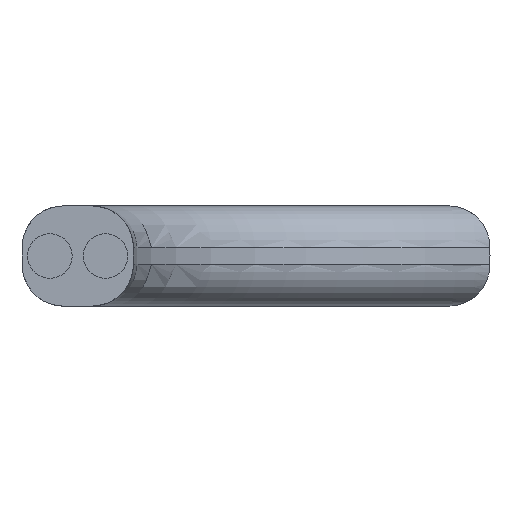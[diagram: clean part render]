
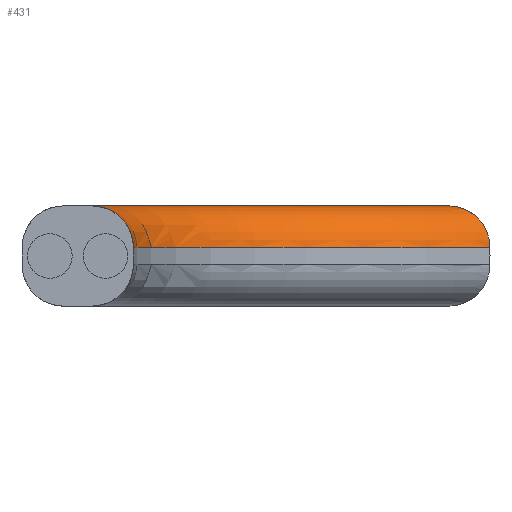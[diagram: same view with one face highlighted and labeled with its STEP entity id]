
A CAD part, left-side view. The second image highlights one B-rep face of the part: STEP entity #431.
In plain terms, the highlighted toroidal (fillet/blend) face has major radius 77.5 mm and minor radius 7.5 mm.
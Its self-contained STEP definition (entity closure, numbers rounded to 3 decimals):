
#21=TOROIDAL_SURFACE('',#498,77.5,7.5);
#28=B_SPLINE_CURVE_WITH_KNOTS('',3,(#804,#805,#806,#807,#808,#809,#810,
#811,#812,#813,#814,#815,#816,#817),.UNSPECIFIED.,.F.,.F.,(4,2,2,2,2,2,
4),(-1.372,-1.371,-1.076,-0.788,
-0.466,-0.219,0.),.UNSPECIFIED.);
#29=B_SPLINE_CURVE_WITH_KNOTS('',3,(#824,#825,#826,#827,#828,#829,#830,
#831,#832,#833,#834,#835),.UNSPECIFIED.,.F.,.F.,(4,2,2,2,2,4),(-0.003,
0.,0.3,0.593,0.885,1.178),
 .UNSPECIFIED.);
#58=FACE_OUTER_BOUND('',#86,.T.);
#86=EDGE_LOOP('',(#346,#347,#348,#349));
#173=CIRCLE('',#499,70.);
#174=CIRCLE('',#500,77.5);
#209=VERTEX_POINT('',#801);
#210=VERTEX_POINT('',#803);
#211=VERTEX_POINT('',#820);
#212=VERTEX_POINT('',#822);
#260=EDGE_CURVE('',#209,#210,#28,.T.);
#262=EDGE_CURVE('',#211,#210,#173,.T.);
#263=EDGE_CURVE('',#209,#212,#174,.T.);
#264=EDGE_CURVE('',#212,#211,#29,.T.);
#346=ORIENTED_EDGE('',*,*,#262,.T.);
#347=ORIENTED_EDGE('',*,*,#260,.F.);
#348=ORIENTED_EDGE('',*,*,#263,.T.);
#349=ORIENTED_EDGE('',*,*,#264,.T.);
#431=ADVANCED_FACE('',(#58),#21,.T.);
#498=AXIS2_PLACEMENT_3D('',#819,#606,#607);
#499=AXIS2_PLACEMENT_3D('',#821,#608,#609);
#500=AXIS2_PLACEMENT_3D('',#823,#610,#611);
#606=DIRECTION('center_axis',(0.,0.,-1.));
#607=DIRECTION('ref_axis',(-1.,0.,0.));
#608=DIRECTION('center_axis',(0.,0.,-1.));
#609=DIRECTION('ref_axis',(0.665,0.747,0.));
#610=DIRECTION('center_axis',(0.,0.,1.));
#611=DIRECTION('ref_axis',(0.665,0.747,0.));
#801=CARTESIAN_POINT('',(-38.16,17.569,18.));
#803=CARTESIAN_POINT('',(-44.736,10.069,10.5));
#804=CARTESIAN_POINT('Ctrl Pts',(-38.16,17.569,18.));
#805=CARTESIAN_POINT('Ctrl Pts',(-38.164,17.565,18.));
#806=CARTESIAN_POINT('Ctrl Pts',(-38.167,17.561,18.));
#807=CARTESIAN_POINT('Ctrl Pts',(-38.808,16.797,17.999));
#808=CARTESIAN_POINT('Ctrl Pts',(-39.453,16.038,17.882));
#809=CARTESIAN_POINT('Ctrl Pts',(-40.695,14.595,17.426));
#810=CARTESIAN_POINT('Ctrl Pts',(-41.298,13.904,17.09));
#811=CARTESIAN_POINT('Ctrl Pts',(-42.493,12.548,16.139));
#812=CARTESIAN_POINT('Ctrl Pts',(-43.083,11.889,15.491));
#813=CARTESIAN_POINT('Ctrl Pts',(-43.94,10.939,14.084));
#814=CARTESIAN_POINT('Ctrl Pts',(-44.249,10.601,13.388));
#815=CARTESIAN_POINT('Ctrl Pts',(-44.638,10.175,11.943));
#816=CARTESIAN_POINT('Ctrl Pts',(-44.736,10.069,11.23));
#817=CARTESIAN_POINT('Ctrl Pts',(-44.736,10.069,10.5));
#819=CARTESIAN_POINT('Origin',(-114.481,4.101,10.5));
#820=CARTESIAN_POINT('',(-116.586,74.069,10.5));
#821=CARTESIAN_POINT('Origin',(-114.481,4.101,10.5));
#822=CARTESIAN_POINT('',(-116.696,81.569,18.));
#823=CARTESIAN_POINT('Origin',(-114.481,4.101,18.));
#824=CARTESIAN_POINT('Ctrl Pts',(-116.696,81.569,18.));
#825=CARTESIAN_POINT('Ctrl Pts',(-116.696,81.557,18.));
#826=CARTESIAN_POINT('Ctrl Pts',(-116.696,81.546,18.));
#827=CARTESIAN_POINT('Ctrl Pts',(-116.681,80.536,17.995));
#828=CARTESIAN_POINT('Ctrl Pts',(-116.667,79.549,17.791));
#829=CARTESIAN_POINT('Ctrl Pts',(-116.641,77.732,17.018));
#830=CARTESIAN_POINT('Ctrl Pts',(-116.629,76.917,16.463));
#831=CARTESIAN_POINT('Ctrl Pts',(-116.608,75.545,15.073));
#832=CARTESIAN_POINT('Ctrl Pts',(-116.6,75.001,14.251));
#833=CARTESIAN_POINT('Ctrl Pts',(-116.589,74.26,12.444));
#834=CARTESIAN_POINT('Ctrl Pts',(-116.586,74.069,11.477));
#835=CARTESIAN_POINT('Ctrl Pts',(-116.586,74.069,10.5));
